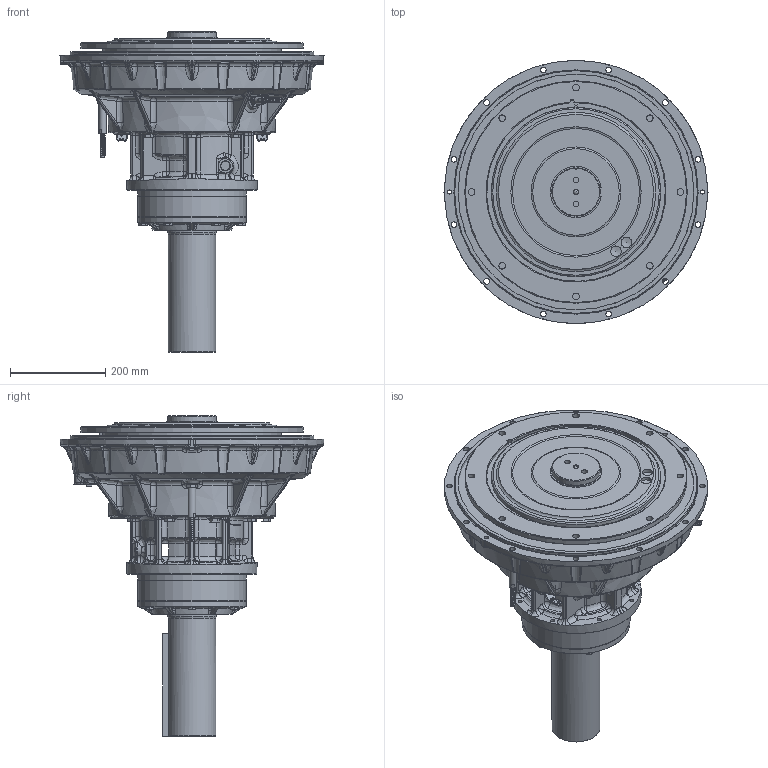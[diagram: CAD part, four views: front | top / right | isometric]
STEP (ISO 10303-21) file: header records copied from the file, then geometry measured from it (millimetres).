
FILE_DESCRIPTION (( 'STEP AP214' ), '1' );
FILE_NAME ('1029135A.step', '2021-05-25T21:03:42', ( 'TDI' ), ( 'Twin Disc Inc' ), 'SwSTEP 2.0', 'SolidWorks 2019', '' );
FILE_SCHEMA (( 'AUTOMOTIVE_DESIGN' ));
Length unit declared in the file: inch
Products named in the file (1): 1029135A
Bounding box: 554.04 x 552.29 x 673.2 mm (x, y, z)
Surface area: 1592561.3 mm2 (no closed solid volume)
Topology: 0 solids, 53 shells, 1789 faces, 5004 edges, 3177 vertices
Faces by surface type: bspline 616, plane 417, cylinder 346, torus 178, sphere 136, cone 96
Full cylindrical faces by diameter (mm): 4.75 x2, 8 x12, 8.5 x14, 10.797 x1, 11.906 x12, 12 x3, 13.494 x8, 15.875 x2, 19.05 x2, 20 x2, 22.225 x2, 25.4 x1, 30.175 x3, 100 x1, 101.6 x1, 135.026 x1, 227 x1, 227.5 x1, 228.57 x1, 273 x1, 276 x1, 278 x1, 466.662 x1, 511.112 x1
Entity records: 113744 total; most frequent: CARTESIAN_POINT 51393, ORIENTED_EDGE 8417, DIRECTION 7154, EDGE_CURVE 4819, VERTEX_POINT 3106, AXIS2_PLACEMENT_3D 3005, EDGE_LOOP 2030, FACE_OUTER_BOUND 1851
